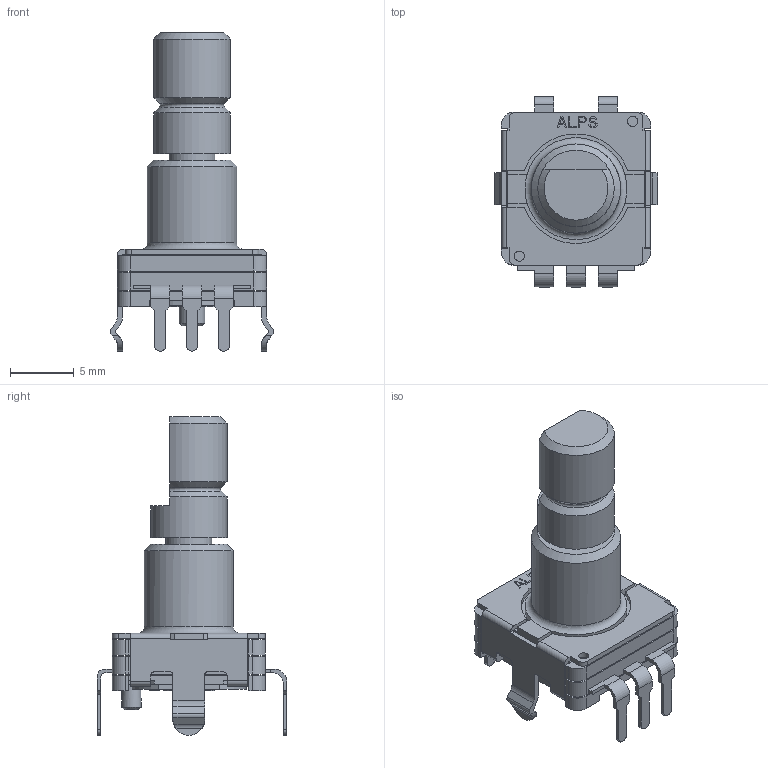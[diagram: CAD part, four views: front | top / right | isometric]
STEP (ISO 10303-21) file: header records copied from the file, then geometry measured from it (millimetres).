
FILE_DESCRIPTION(/* description */ (''),/* implementation_level */ '2;1');
FILE_NAME(/* name */ 'SW5.step',/* time_stamp */ '2022-10-03T13:09:04+08:00',/* author */ (''),/* organization */ (''),/* preprocessor_version */ 'ST-DEVELOPER v19',/* originating_system */ 'Autodesk Translation Framework v11.7.0.108',/* authorisation */ '');
FILE_SCHEMA (('AUTOMOTIVE_DESIGN { 1 0 10303 214 3 1 1 }'));
Length unit declared in the file: millimetre
Products named in the file (6): SW5; SW-TH_EC11L1524E03; SOLID (3); SOLID (4); SOLID (5); SOLID (6)
Assembly tree (5 placements, depth 3):
  SW5
    SW-TH_EC11L1524E03
      SOLID (3)
      SOLID (4)
      SOLID (5)
      SOLID (6)
Bounding box: 12.85 x 14.9 x 25 mm (x, y, z)
Volume: 1057.5 mm3; surface area: 1879.7 mm2
Topology: 4 solids, 4 shells, 510 faces, 1418 edges, 940 vertices
Faces by surface type: plane 409, cylinder 93, cone 6, torus 2
Full cylindrical faces by diameter (mm): 0.79 x2, 0.8 x1, 1.2 x1, 1.5 x1, 2 x1, 3.6 x1, 3.8 x1, 4 x1, 6 x1, 7 x1
Entity records: 16932 total; most frequent: CARTESIAN_POINT 3043, ORIENTED_EDGE 2836, DIRECTION 2638, EDGE_CURVE 1418, LINE 1200, VECTOR 1200, VERTEX_POINT 940, AXIS2_PLACEMENT_3D 719
